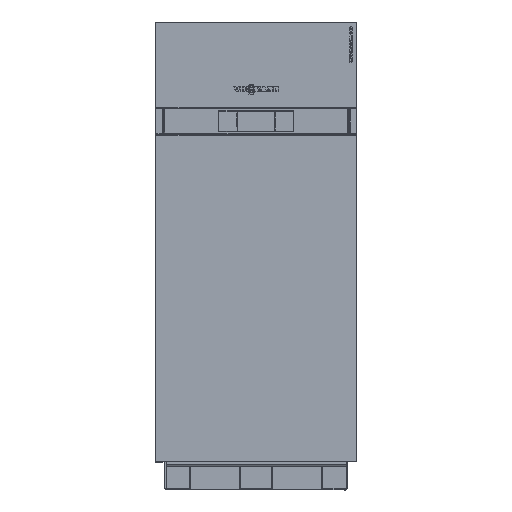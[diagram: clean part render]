
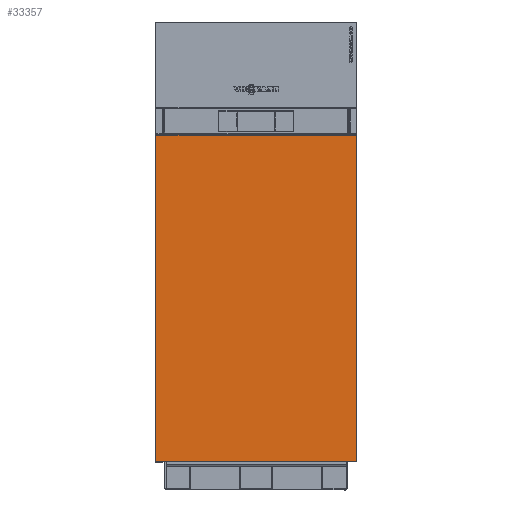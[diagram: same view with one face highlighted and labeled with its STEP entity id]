
A CAD part, front view. The second image highlights one B-rep face of the part: STEP entity #33357.
In plain terms, the highlighted planar face has unit normal (0, -1, 0).
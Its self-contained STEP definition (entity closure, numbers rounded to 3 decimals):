
#3312=FACE_OUTER_BOUND('',#4578,.T.);
#4578=EDGE_LOOP('',(#29210,#29211,#29212,#29213,#29214,#29215,#29216,#29217));
#8032=LINE('',#58432,#11930);
#8072=LINE('',#58629,#11970);
#8073=LINE('',#58631,#11971);
#8074=LINE('',#58633,#11972);
#8075=LINE('',#58635,#11973);
#8076=LINE('',#58636,#11974);
#8077=LINE('',#58638,#11975);
#8078=LINE('',#58639,#11976);
#11930=VECTOR('',#44367,0.039);
#11970=VECTOR('',#44545,0.039);
#11971=VECTOR('',#44546,0.039);
#11972=VECTOR('',#44547,0.039);
#11973=VECTOR('',#44548,0.039);
#11974=VECTOR('',#44549,0.039);
#11975=VECTOR('',#44550,0.039);
#11976=VECTOR('',#44551,0.039);
#16343=VERTEX_POINT('',#58429);
#16344=VERTEX_POINT('',#58431);
#16397=VERTEX_POINT('',#58627);
#16398=VERTEX_POINT('',#58628);
#16399=VERTEX_POINT('',#58630);
#16400=VERTEX_POINT('',#58632);
#16401=VERTEX_POINT('',#58634);
#16402=VERTEX_POINT('',#58637);
#21722=EDGE_CURVE('',#16344,#16343,#8032,.T.);
#21808=EDGE_CURVE('',#16397,#16398,#8072,.T.);
#21809=EDGE_CURVE('',#16397,#16399,#8073,.T.);
#21810=EDGE_CURVE('',#16400,#16399,#8074,.T.);
#21811=EDGE_CURVE('',#16401,#16400,#8075,.T.);
#21812=EDGE_CURVE('',#16344,#16401,#8076,.T.);
#21813=EDGE_CURVE('',#16402,#16343,#8077,.T.);
#21814=EDGE_CURVE('',#16398,#16402,#8078,.T.);
#29210=ORIENTED_EDGE('',*,*,#21808,.F.);
#29211=ORIENTED_EDGE('',*,*,#21809,.T.);
#29212=ORIENTED_EDGE('',*,*,#21810,.F.);
#29213=ORIENTED_EDGE('',*,*,#21811,.F.);
#29214=ORIENTED_EDGE('',*,*,#21812,.F.);
#29215=ORIENTED_EDGE('',*,*,#21722,.T.);
#29216=ORIENTED_EDGE('',*,*,#21813,.F.);
#29217=ORIENTED_EDGE('',*,*,#21814,.F.);
#30895=PLANE('',#36206);
#33357=ADVANCED_FACE('',(#3312),#30895,.T.);
#36206=AXIS2_PLACEMENT_3D('',#58626,#44543,#44544);
#44367=DIRECTION('',(0.,0.,-1.));
#44543=DIRECTION('center_axis',(0.,-1.,0.));
#44544=DIRECTION('ref_axis',(1.,0.,0.));
#44545=DIRECTION('',(-1.,0.,0.));
#44546=DIRECTION('',(0.,0.,1.));
#44547=DIRECTION('',(1.,0.,0.));
#44548=DIRECTION('',(1.,0.,0.));
#44549=DIRECTION('',(1.,0.,0.));
#44550=DIRECTION('',(-1.,0.,0.));
#44551=DIRECTION('',(-1.,0.,0.));
#58429=CARTESIAN_POINT('',(-14.173,-0.791,-0.728));
#58431=CARTESIAN_POINT('',(-14.173,-0.791,54.193));
#58432=CARTESIAN_POINT('',(-14.173,-0.791,54.232));
#58626=CARTESIAN_POINT('Origin',(19.567,-0.791,-0.768));
#58627=CARTESIAN_POINT('',(19.528,-0.791,-0.728));
#58628=CARTESIAN_POINT('',(19.527,-0.791,-0.728));
#58629=CARTESIAN_POINT('',(-14.173,-0.791,-0.728));
#58630=CARTESIAN_POINT('',(19.528,-0.791,54.193));
#58631=CARTESIAN_POINT('',(19.528,-0.791,-0.768));
#58632=CARTESIAN_POINT('',(19.527,-0.791,54.193));
#58633=CARTESIAN_POINT('',(19.528,-0.791,54.193));
#58634=CARTESIAN_POINT('',(-14.173,-0.791,54.193));
#58635=CARTESIAN_POINT('',(-14.173,-0.791,54.193));
#58636=CARTESIAN_POINT('',(19.528,-0.791,54.193));
#58637=CARTESIAN_POINT('',(-14.173,-0.791,-0.728));
#58638=CARTESIAN_POINT('',(-14.173,-0.791,-0.728));
#58639=CARTESIAN_POINT('',(19.527,-0.791,-0.728));
